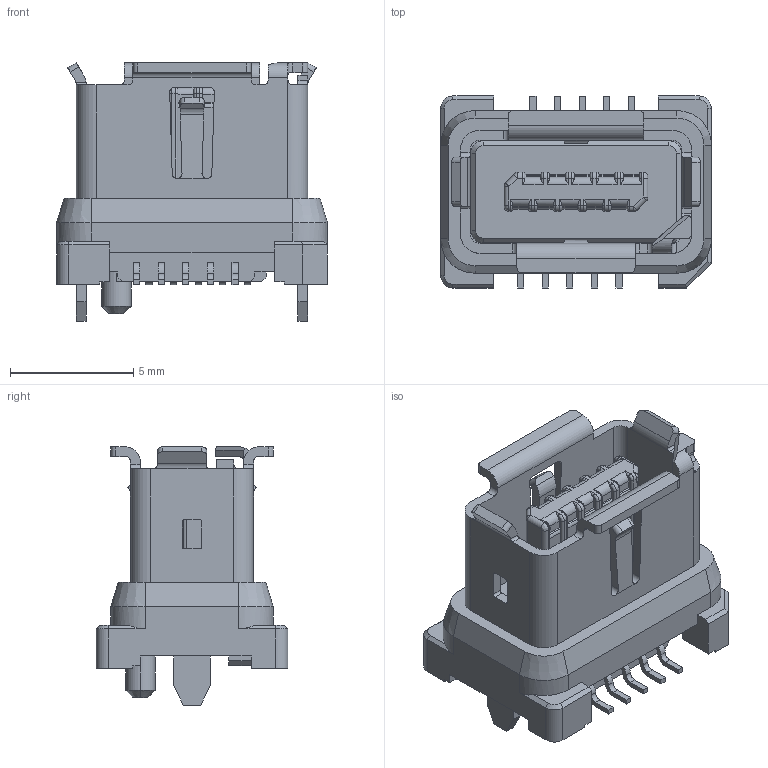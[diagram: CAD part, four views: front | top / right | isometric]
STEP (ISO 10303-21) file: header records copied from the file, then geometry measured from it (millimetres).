
FILE_DESCRIPTION(/* description */ (''),/* implementation_level */ '2;1');
FILE_NAME(/* name */ '100759045ugm000_c.stp',/* time_stamp */ '2022-04-26T12:44:01+02:00',/* author */ (''),/* organization */ (''),/* preprocessor_version */ 'ST-DEVELOPER v16.7',/* originating_system */ 'SIEMENS PLM Software NX 1911',/* authorisation */ '');
FILE_SCHEMA (('AUTOMOTIVE_DESIGN { 1 0 10303 214 3 1 1 1 }'));
Length unit declared in the file: millimetre
Products named in the file (1): 100759045ugm000_c
Bounding box: 11 x 7.8 x 10.5 mm (x, y, z)
Volume: 316.1 mm3; surface area: 666.2 mm2
Topology: 1 solids, 1 shells, 535 faces, 1454 edges, 941 vertices
Faces by surface type: plane 298, cylinder 198, torus 20, cone 13, bspline 3, sphere 3
Entity records: 18356 total; most frequent: CARTESIAN_POINT 3538, ORIENTED_EDGE 2902, DIRECTION 2898, EDGE_CURVE 1451, LINE 994, VECTOR 994, AXIS2_PLACEMENT_3D 952, VERTEX_POINT 931
